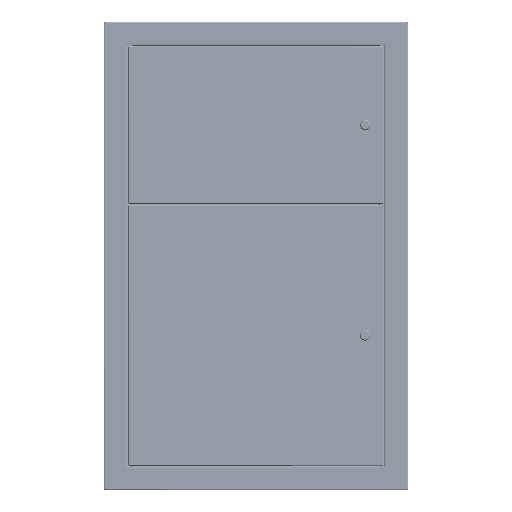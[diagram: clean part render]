
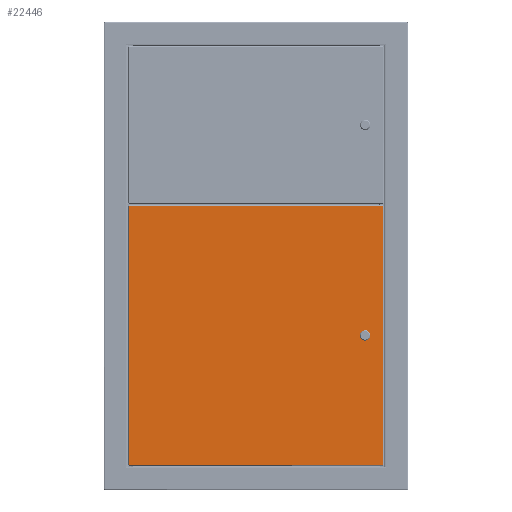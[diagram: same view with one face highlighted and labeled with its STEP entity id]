
A CAD part, top view. The second image highlights one B-rep face of the part: STEP entity #22446.
In plain terms, the highlighted planar face has unit normal (0, 0, 1).
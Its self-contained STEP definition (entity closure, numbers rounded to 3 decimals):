
#653 = DIRECTION ( 'NONE',  ( -1., 0., 0. ) ) ;
#1324 = VECTOR ( 'NONE', #48101, 1000. ) ;
#2774 = DIRECTION ( 'NONE',  ( -1., 0., 0. ) ) ;
#4223 = DIRECTION ( 'NONE',  ( 1., 0., 0. ) ) ;
#5135 = EDGE_CURVE ( 'NONE', #30387, #26442, #48306, .T. ) ;
#5319 = ORIENTED_EDGE ( 'NONE', *, *, #47491, .T. ) ;
#7174 = DIRECTION ( 'NONE',  ( 1., 0., 0. ) ) ;
#8045 = AXIS2_PLACEMENT_3D ( 'NONE', #33216, #16178, #56966 ) ;
#9127 = CIRCLE ( 'NONE', #54175, 9.25 ) ;
#10495 = LINE ( 'NONE', #62063, #53996 ) ;
#11350 = DIRECTION ( 'NONE',  ( 1., 0., 0. ) ) ;
#11390 = CARTESIAN_POINT ( 'NONE',  ( 282.099, 48.5, 0. ) ) ;
#13134 = EDGE_LOOP ( 'NONE', ( #52538, #32089, #48745, #63704, #63199 ) ) ;
#14244 = FACE_BOUND ( 'NONE', #13134, .T. ) ;
#14314 = LINE ( 'NONE', #42168, #1324 ) ;
#16178 = DIRECTION ( 'NONE',  ( 0., 0., 1. ) ) ;
#16364 = CARTESIAN_POINT ( 'NONE',  ( 1.7, 544., 0. ) ) ;
#19819 = AXIS2_PLACEMENT_3D ( 'NONE', #50329, #50709, #11350 ) ;
#20342 = EDGE_CURVE ( 'NONE', #48577, #46553, #14314, .T. ) ;
#20645 = VERTEX_POINT ( 'NONE', #65843 ) ;
#21534 = CARTESIAN_POINT ( 'NONE',  ( 555.2, 0., 0. ) ) ;
#22446 = ADVANCED_FACE ( 'NONE', ( #14244, #70661 ), #64717, .F. ) ;
#22945 = AXIS2_PLACEMENT_3D ( 'NONE', #37974, #53597, #2774 ) ;
#26442 = VERTEX_POINT ( 'NONE', #68870 ) ;
#29678 = EDGE_CURVE ( 'NONE', #62592, #40229, #65024, .T. ) ;
#29931 = CARTESIAN_POINT ( 'NONE',  ( 287.7, 40., 0. ) ) ;
#30387 = VERTEX_POINT ( 'NONE', #29931 ) ;
#30692 = ORIENTED_EDGE ( 'NONE', *, *, #46159, .T. ) ;
#32089 = ORIENTED_EDGE ( 'NONE', *, *, #5135, .F. ) ;
#33216 = CARTESIAN_POINT ( 'NONE',  ( 278.45, 40., 0. ) ) ;
#36452 = CARTESIAN_POINT ( 'NONE',  ( 282.099, 31.5, 0. ) ) ;
#37974 = CARTESIAN_POINT ( 'NONE',  ( 0., 545.7, 0. ) ) ;
#38517 = EDGE_LOOP ( 'NONE', ( #30692, #5319, #55042, #61283 ) ) ;
#40229 = VERTEX_POINT ( 'NONE', #52228 ) ;
#40994 = VECTOR ( 'NONE', #7174, 1000. ) ;
#42168 = CARTESIAN_POINT ( 'NONE',  ( 1.7, 544.823, 0. ) ) ;
#45551 = CARTESIAN_POINT ( 'NONE',  ( 274.801, 48.5, 0. ) ) ;
#46159 = EDGE_CURVE ( 'NONE', #46553, #56244, #10495, .T. ) ;
#46553 = VERTEX_POINT ( 'NONE', #49185 ) ;
#47491 = EDGE_CURVE ( 'NONE', #56244, #20645, #72746, .T. ) ;
#48101 = DIRECTION ( 'NONE',  ( 0., -1., 0. ) ) ;
#48306 = CIRCLE ( 'NONE', #8045, 9.25 ) ;
#48308 = DIRECTION ( 'NONE',  ( 1., 0., 0. ) ) ;
#48577 = VERTEX_POINT ( 'NONE', #16364 ) ;
#48745 = ORIENTED_EDGE ( 'NONE', *, *, #62622, .F. ) ;
#49109 = VERTEX_POINT ( 'NONE', #45551 ) ;
#49185 = CARTESIAN_POINT ( 'NONE',  ( 1.7, 1.7, 0. ) ) ;
#49743 = EDGE_CURVE ( 'NONE', #49109, #62592, #9127, .T. ) ;
#49745 = DIRECTION ( 'NONE',  ( 0., 1., 0. ) ) ;
#50329 = CARTESIAN_POINT ( 'NONE',  ( 278.45, 40., 0. ) ) ;
#50709 = DIRECTION ( 'NONE',  ( 0., 0., 1. ) ) ;
#51826 = CIRCLE ( 'NONE', #19819, 9.25 ) ;
#52228 = CARTESIAN_POINT ( 'NONE',  ( 282.099, 31.5, 0. ) ) ;
#52538 = ORIENTED_EDGE ( 'NONE', *, *, #67670, .F. ) ;
#53597 = DIRECTION ( 'NONE',  ( 0., 0., -1. ) ) ;
#53882 = DIRECTION ( 'NONE',  ( 0., 0., 1. ) ) ;
#53996 = VECTOR ( 'NONE', #4223, 1000. ) ;
#54175 = AXIS2_PLACEMENT_3D ( 'NONE', #54252, #53882, #48308 ) ;
#54252 = CARTESIAN_POINT ( 'NONE',  ( 278.45, 40., 0. ) ) ;
#54256 = VECTOR ( 'NONE', #653, 1000. ) ;
#55042 = ORIENTED_EDGE ( 'NONE', *, *, #64363, .T. ) ;
#55114 = CARTESIAN_POINT ( 'NONE',  ( 556.023, 544., 0. ) ) ;
#55460 = CARTESIAN_POINT ( 'NONE',  ( 555.2, 1.7, 0. ) ) ;
#56244 = VERTEX_POINT ( 'NONE', #55460 ) ;
#56966 = DIRECTION ( 'NONE',  ( 1., 0., 0. ) ) ;
#59929 = DIRECTION ( 'NONE',  ( -1., 0., 0. ) ) ;
#60744 = CARTESIAN_POINT ( 'NONE',  ( 274.801, 31.5, 0. ) ) ;
#61283 = ORIENTED_EDGE ( 'NONE', *, *, #20342, .T. ) ;
#62063 = CARTESIAN_POINT ( 'NONE',  ( 1.7, 1.7, 0. ) ) ;
#62592 = VERTEX_POINT ( 'NONE', #60744 ) ;
#62622 = EDGE_CURVE ( 'NONE', #40229, #30387, #51826, .T. ) ;
#63199 = ORIENTED_EDGE ( 'NONE', *, *, #49743, .F. ) ;
#63704 = ORIENTED_EDGE ( 'NONE', *, *, #29678, .F. ) ;
#64363 = EDGE_CURVE ( 'NONE', #20645, #48577, #65487, .T. ) ;
#64717 = PLANE ( 'NONE',  #22945 ) ;
#65024 = LINE ( 'NONE', #36452, #40994 ) ;
#65487 = LINE ( 'NONE', #55114, #73079 ) ;
#65843 = CARTESIAN_POINT ( 'NONE',  ( 555.2, 544., 0. ) ) ;
#67076 = LINE ( 'NONE', #11390, #54256 ) ;
#67670 = EDGE_CURVE ( 'NONE', #26442, #49109, #67076, .T. ) ;
#68870 = CARTESIAN_POINT ( 'NONE',  ( 282.099, 48.5, 0. ) ) ;
#70661 = FACE_OUTER_BOUND ( 'NONE', #38517, .T. ) ;
#71053 = VECTOR ( 'NONE', #49745, 1000. ) ;
#72746 = LINE ( 'NONE', #21534, #71053 ) ;
#73079 = VECTOR ( 'NONE', #59929, 1000. ) ;
